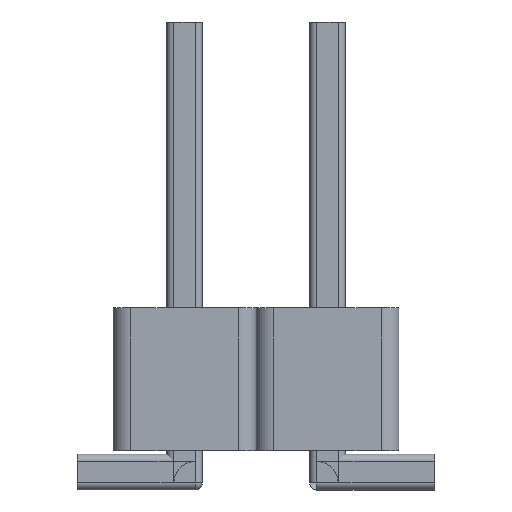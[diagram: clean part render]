
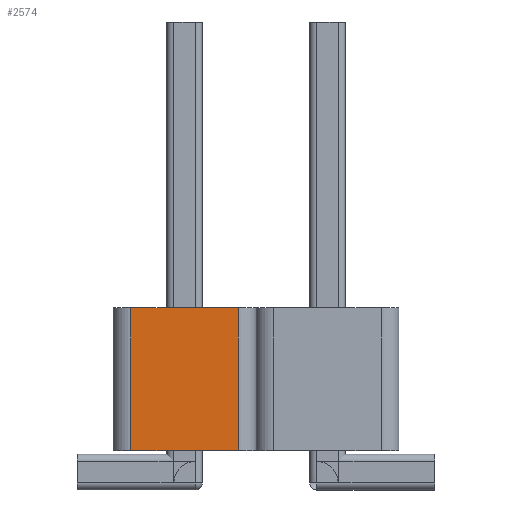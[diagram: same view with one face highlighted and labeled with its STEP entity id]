
A CAD part, left-side view. The second image highlights one B-rep face of the part: STEP entity #2574.
In plain terms, the highlighted planar face has unit normal (-1, 0, 0).
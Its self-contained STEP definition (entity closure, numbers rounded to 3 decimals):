
#40 = PLANE ( 'NONE',  #786 ) ;
#41 = CARTESIAN_POINT ( 'NONE',  ( 0., -0.25, 2. ) ) ;
#42 = DIRECTION ( 'NONE',  ( 1., 0., 0. ) ) ;
#43 = DIRECTION ( 'NONE',  ( 0., 1., 0. ) ) ;
#153 = EDGE_CURVE ( 'NONE', #3055, #3138, #999, .T. ) ;
#168 = EDGE_CURVE ( 'NONE', #2834, #2874, #1051, .T. ) ;
#236 = EDGE_CURVE ( 'NONE', #3138, #2874, #1162, .T. ) ;
#238 = EDGE_CURVE ( 'NONE', #3055, #2834, #1102, .T. ) ;
#786 = AXIS2_PLACEMENT_3D ( 'NONE', #41, #42, #43 ) ;
#999 = LINE ( 'NONE', #2447, #1203 ) ;
#1051 = LINE ( 'NONE', #2442, #1213 ) ;
#1102 = LINE ( 'NONE', #1480, #3406 ) ;
#1162 = LINE ( 'NONE', #1441, #3408 ) ;
#1203 = VECTOR ( 'NONE', #2448, 1000. ) ;
#1213 = VECTOR ( 'NONE', #2438, 1000. ) ;
#1441 = CARTESIAN_POINT ( 'NONE',  ( 0., -1.75, 2. ) ) ;
#1480 = CARTESIAN_POINT ( 'NONE',  ( 0., -0.25, 2. ) ) ;
#1481 = DIRECTION ( 'NONE',  ( 0., 0., -1. ) ) ;
#1514 = DIRECTION ( 'NONE',  ( 0., 0., -1. ) ) ;
#2438 = DIRECTION ( 'NONE',  ( 0., -1., 0. ) ) ;
#2442 = CARTESIAN_POINT ( 'NONE',  ( 0., -0.25, 0. ) ) ;
#2447 = CARTESIAN_POINT ( 'NONE',  ( 0., -0.25, 2. ) ) ;
#2448 = DIRECTION ( 'NONE',  ( 0., -1., 0. ) ) ;
#2574 = ADVANCED_FACE ( 'NONE', ( #2700 ), #40, .F. ) ;
#2700 = FACE_OUTER_BOUND ( 'NONE', #3152, .T. ) ;
#2834 = VERTEX_POINT ( 'NONE', #3732 ) ;
#2874 = VERTEX_POINT ( 'NONE', #3744 ) ;
#3055 = VERTEX_POINT ( 'NONE', #3824 ) ;
#3138 = VERTEX_POINT ( 'NONE', #3863 ) ;
#3152 = EDGE_LOOP ( 'NONE', ( #4757, #4753, #4733, #4765 ) ) ;
#3406 = VECTOR ( 'NONE', #1481, 1000. ) ;
#3408 = VECTOR ( 'NONE', #1514, 1000. ) ;
#3732 = CARTESIAN_POINT ( 'NONE',  ( 0., -0.25, 0. ) ) ;
#3744 = CARTESIAN_POINT ( 'NONE',  ( 0., -1.75, 0. ) ) ;
#3824 = CARTESIAN_POINT ( 'NONE',  ( 0., -0.25, 2. ) ) ;
#3863 = CARTESIAN_POINT ( 'NONE',  ( 0., -1.75, 2. ) ) ;
#4733 = ORIENTED_EDGE ( 'NONE', *, *, #153, .F. ) ;
#4753 = ORIENTED_EDGE ( 'NONE', *, *, #236, .F. ) ;
#4757 = ORIENTED_EDGE ( 'NONE', *, *, #168, .T. ) ;
#4765 = ORIENTED_EDGE ( 'NONE', *, *, #238, .T. ) ;
